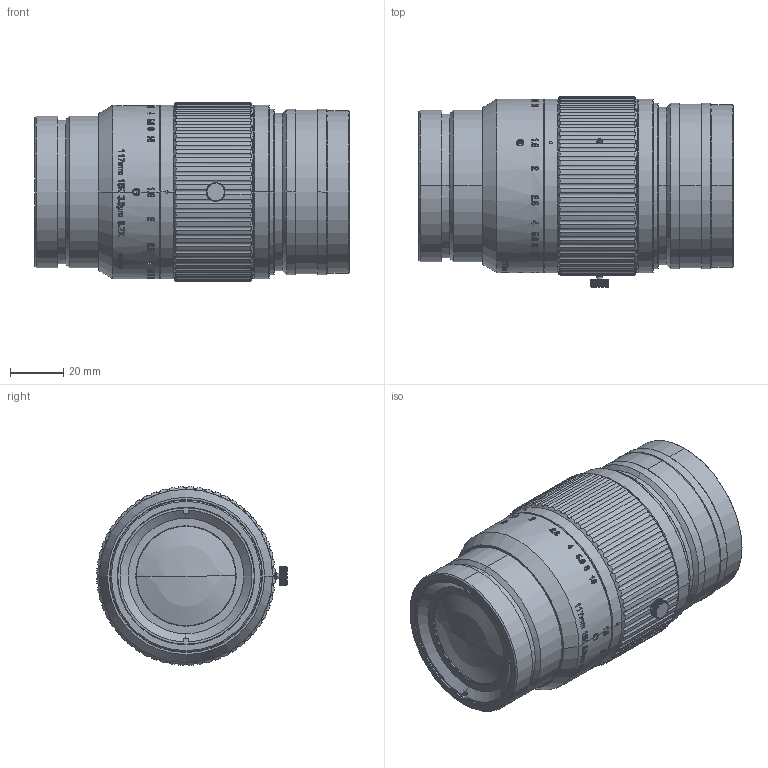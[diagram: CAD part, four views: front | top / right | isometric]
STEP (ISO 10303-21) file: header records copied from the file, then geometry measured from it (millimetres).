
FILE_DESCRIPTION((''),'2;1');
FILE_NAME('PLS16620APO-C_ASM','2020-07-07T',('Administrator'),(''),'PRO/ENGINEER BY PARAMETRIC TECHNOLOGY CORPORATION, 2014320','PRO/ENGINEER BY PARAMETRIC TECHNOLOGY CORPORATION, 2014320','');
FILE_SCHEMA(('CONFIG_CONTROL_DESIGN','SHAPE_APPEARANCE_LAYERS_GROUPS'));
Length unit declared in the file: millimetre
Products named in the file (1): PLS16620APO-C_ASM
Bounding box: 117.86 x 71.49 x 66.98 mm (x, y, z)
Volume: 290762 mm3; surface area: 69769.6 mm2
Topology: 1 solids, 11 shells, 2047 faces, 5565 edges, 3650 vertices
Faces by surface type: plane 568, bspline 561, cylinder 508, extrusion 268, cone 130, sphere 8, torus 4
Entity records: 97894 total; most frequent: CARTESIAN_POINT 48129, ORIENTED_EDGE 11102, DIRECTION 7242, EDGE_CURVE 5551, VERTEX_POINT 3650, B_SPLINE_CURVE_WITH_KNOTS 2461, VECTOR 2446, AXIS2_PLACEMENT_3D 2398
